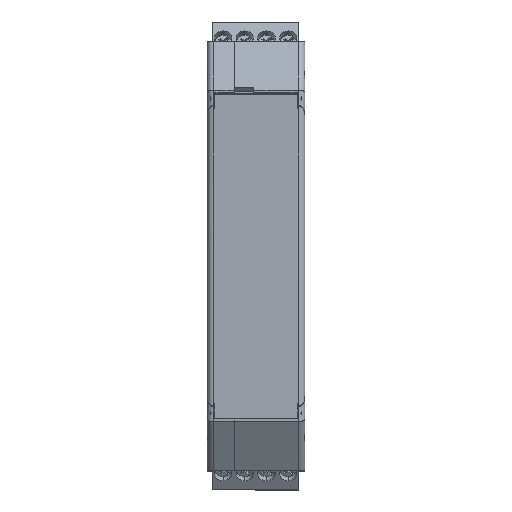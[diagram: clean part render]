
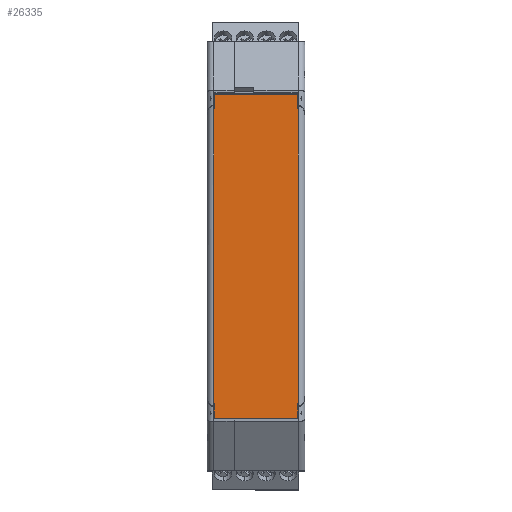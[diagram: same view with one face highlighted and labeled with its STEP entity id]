
A CAD part, top view. The second image highlights one B-rep face of the part: STEP entity #26335.
In plain terms, the highlighted planar face has unit normal (0, 0, 1).
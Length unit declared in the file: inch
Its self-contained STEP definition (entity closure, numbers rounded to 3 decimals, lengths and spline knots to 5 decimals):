
#142 = LINE ( 'NONE', #60798, #21790 ) ;
#2226 = CARTESIAN_POINT ( 'NONE',  ( 1.96268, 5.64997, 4.47244 ) ) ;
#2463 = EDGE_CURVE ( 'NONE', #51805, #18428, #31178, .T. ) ;
#2888 = CARTESIAN_POINT ( 'NONE',  ( 1.96268, 5.75233, 4.47244 ) ) ;
#3350 = CARTESIAN_POINT ( 'NONE',  ( 1.95678, 2.81138, 4.47244 ) ) ;
#3712 = ORIENTED_EDGE ( 'NONE', *, *, #21411, .T. ) ;
#3873 = DIRECTION ( 'NONE',  ( 0., -1., 0. ) ) ;
#4167 = EDGE_CURVE ( 'NONE', #20976, #9279, #27694, .T. ) ;
#4857 = ORIENTED_EDGE ( 'NONE', *, *, #21825, .F. ) ;
#4940 = DIRECTION ( 'NONE',  ( 0., -1., 0. ) ) ;
#4984 = LINE ( 'NONE', #27577, #11431 ) ;
#5571 = EDGE_CURVE ( 'NONE', #48368, #11301, #30436, .T. ) ;
#6841 = CARTESIAN_POINT ( 'NONE',  ( 1.19694, 5.75233, 4.47244 ) ) ;
#7291 = AXIS2_PLACEMENT_3D ( 'NONE', #57225, #32777, #4940 ) ;
#7396 = VECTOR ( 'NONE', #3873, 39.37008 ) ;
#7670 = DIRECTION ( 'NONE',  ( -1., 0., 0. ) ) ;
#8037 = ORIENTED_EDGE ( 'NONE', *, *, #60116, .F. ) ;
#9279 = VERTEX_POINT ( 'NONE', #35409 ) ;
#9428 = DIRECTION ( 'NONE',  ( -1., 0., 0. ) ) ;
#9962 = ORIENTED_EDGE ( 'NONE', *, *, #37022, .F. ) ;
#10288 = CARTESIAN_POINT ( 'NONE',  ( 1.95678, 2.90332, 4.47244 ) ) ;
#11301 = VERTEX_POINT ( 'NONE', #2226 ) ;
#11431 = VECTOR ( 'NONE', #51104, 39.37008 ) ;
#12719 = LINE ( 'NONE', #56048, #25855 ) ;
#12911 = CARTESIAN_POINT ( 'NONE',  ( 1.95678, 2.92556, 4.47244 ) ) ;
#13333 = CARTESIAN_POINT ( 'NONE',  ( 1.90252, 2.92556, 4.47244 ) ) ;
#13556 = LINE ( 'NONE', #41708, #49730 ) ;
#15711 = EDGE_CURVE ( 'NONE', #11301, #58203, #12719, .T. ) ;
#15941 = VERTEX_POINT ( 'NONE', #58155 ) ;
#17739 = CARTESIAN_POINT ( 'NONE',  ( 1.90252, 2.92556, 4.47244 ) ) ;
#18428 = VERTEX_POINT ( 'NONE', #6841 ) ;
#20110 = VECTOR ( 'NONE', #57620, 39.37008 ) ;
#20976 = VERTEX_POINT ( 'NONE', #50098 ) ;
#21411 = EDGE_CURVE ( 'NONE', #9279, #31349, #45923, .T. ) ;
#21750 = DIRECTION ( 'NONE',  ( 0., 1., 0. ) ) ;
#21790 = VECTOR ( 'NONE', #9428, 39.37008 ) ;
#21825 = EDGE_CURVE ( 'NONE', #51805, #58203, #46458, .T. ) ;
#22000 = DIRECTION ( 'NONE',  ( -1., 0., 0. ) ) ;
#22387 = DIRECTION ( 'NONE',  ( 1., 0., 0. ) ) ;
#22639 = VECTOR ( 'NONE', #27262, 39.37008 ) ;
#24699 = VECTOR ( 'NONE', #7670, 39.37008 ) ;
#25855 = VECTOR ( 'NONE', #22000, 39.37008 ) ;
#26335 = ADVANCED_FACE ( 'NONE', ( #28759 ), #37733, .T. ) ;
#26429 = CARTESIAN_POINT ( 'NONE',  ( 1.95678, 5.75233, 4.47244 ) ) ;
#27262 = DIRECTION ( 'NONE',  ( 1., 0., 0. ) ) ;
#27577 = CARTESIAN_POINT ( 'NONE',  ( 1.9926, 2.81138, 4.47244 ) ) ;
#27694 = LINE ( 'NONE', #60195, #7396 ) ;
#28759 = FACE_OUTER_BOUND ( 'NONE', #41162, .T. ) ;
#29724 = VECTOR ( 'NONE', #50794, 39.37008 ) ;
#30067 = CARTESIAN_POINT ( 'NONE',  ( 1.19694, 2.92556, 4.47244 ) ) ;
#30366 = LINE ( 'NONE', #10288, #20110 ) ;
#30436 = LINE ( 'NONE', #2888, #41144 ) ;
#30906 = VECTOR ( 'NONE', #22387, 39.37008 ) ;
#31178 = LINE ( 'NONE', #50060, #24699 ) ;
#31349 = VERTEX_POINT ( 'NONE', #30067 ) ;
#32401 = ORIENTED_EDGE ( 'NONE', *, *, #15711, .T. ) ;
#32777 = DIRECTION ( 'NONE',  ( 0., 0., 1. ) ) ;
#32783 = ORIENTED_EDGE ( 'NONE', *, *, #4167, .T. ) ;
#33873 = CARTESIAN_POINT ( 'NONE',  ( 1.96268, 2.92556, 4.47244 ) ) ;
#34152 = ORIENTED_EDGE ( 'NONE', *, *, #5571, .T. ) ;
#35409 = CARTESIAN_POINT ( 'NONE',  ( 1.19103, 2.92556, 4.47244 ) ) ;
#36763 = DIRECTION ( 'NONE',  ( 0., 1., 0. ) ) ;
#37022 = EDGE_CURVE ( 'NONE', #56791, #58735, #30366, .T. ) ;
#37733 = PLANE ( 'NONE',  #7291 ) ;
#39173 = CARTESIAN_POINT ( 'NONE',  ( 1.95678, 5.64997, 4.47244 ) ) ;
#39359 = CARTESIAN_POINT ( 'NONE',  ( 1.19694, 5.64997, 4.47244 ) ) ;
#39496 = DIRECTION ( 'NONE',  ( 0., 1., 0. ) ) ;
#39604 = ORIENTED_EDGE ( 'NONE', *, *, #47869, .F. ) ;
#39670 = ORIENTED_EDGE ( 'NONE', *, *, #50300, .T. ) ;
#41144 = VECTOR ( 'NONE', #21750, 39.37008 ) ;
#41162 = EDGE_LOOP ( 'NONE', ( #3712, #39604, #39670, #9962, #55019, #34152, #32401, #4857, #47221, #8037, #43689, #32783 ) ) ;
#41708 = CARTESIAN_POINT ( 'NONE',  ( 1.19694, 2.87194, 4.47244 ) ) ;
#43689 = ORIENTED_EDGE ( 'NONE', *, *, #58460, .T. ) ;
#44759 = EDGE_CURVE ( 'NONE', #56791, #48368, #56039, .T. ) ;
#45923 = LINE ( 'NONE', #17739, #30906 ) ;
#46458 = LINE ( 'NONE', #59770, #29724 ) ;
#47221 = ORIENTED_EDGE ( 'NONE', *, *, #2463, .T. ) ;
#47869 = EDGE_CURVE ( 'NONE', #15941, #31349, #13556, .T. ) ;
#47894 = LINE ( 'NONE', #52833, #52609 ) ;
#48368 = VERTEX_POINT ( 'NONE', #33873 ) ;
#49730 = VECTOR ( 'NONE', #36763, 39.37008 ) ;
#50060 = CARTESIAN_POINT ( 'NONE',  ( 1.90252, 5.75233, 4.47244 ) ) ;
#50098 = CARTESIAN_POINT ( 'NONE',  ( 1.19103, 5.64997, 4.47244 ) ) ;
#50300 = EDGE_CURVE ( 'NONE', #15941, #58735, #4984, .T. ) ;
#50794 = DIRECTION ( 'NONE',  ( 0., -1., 0. ) ) ;
#51104 = DIRECTION ( 'NONE',  ( 1., 0., 0. ) ) ;
#51805 = VERTEX_POINT ( 'NONE', #26429 ) ;
#52069 = VERTEX_POINT ( 'NONE', #39359 ) ;
#52609 = VECTOR ( 'NONE', #39496, 39.37008 ) ;
#52833 = CARTESIAN_POINT ( 'NONE',  ( 1.19694, 5.57267, 4.47244 ) ) ;
#55019 = ORIENTED_EDGE ( 'NONE', *, *, #44759, .T. ) ;
#56039 = LINE ( 'NONE', #13333, #22639 ) ;
#56048 = CARTESIAN_POINT ( 'NONE',  ( 1.90252, 5.64997, 4.47244 ) ) ;
#56791 = VERTEX_POINT ( 'NONE', #12911 ) ;
#57225 = CARTESIAN_POINT ( 'NONE',  ( 1.90252, 5.75233, 4.47244 ) ) ;
#57620 = DIRECTION ( 'NONE',  ( 0., -1., 0. ) ) ;
#58155 = CARTESIAN_POINT ( 'NONE',  ( 1.19694, 2.81138, 4.47244 ) ) ;
#58203 = VERTEX_POINT ( 'NONE', #39173 ) ;
#58460 = EDGE_CURVE ( 'NONE', #52069, #20976, #142, .T. ) ;
#58735 = VERTEX_POINT ( 'NONE', #3350 ) ;
#59770 = CARTESIAN_POINT ( 'NONE',  ( 1.95678, 5.48855, 4.47244 ) ) ;
#60116 = EDGE_CURVE ( 'NONE', #52069, #18428, #47894, .T. ) ;
#60195 = CARTESIAN_POINT ( 'NONE',  ( 1.19103, 5.75233, 4.47244 ) ) ;
#60798 = CARTESIAN_POINT ( 'NONE',  ( 1.90252, 5.64997, 4.47244 ) ) ;
